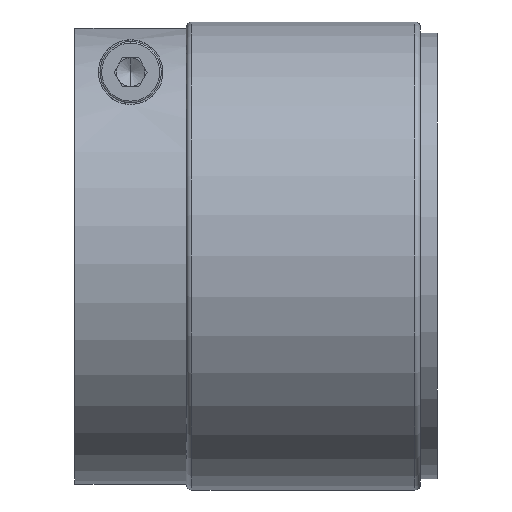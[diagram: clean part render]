
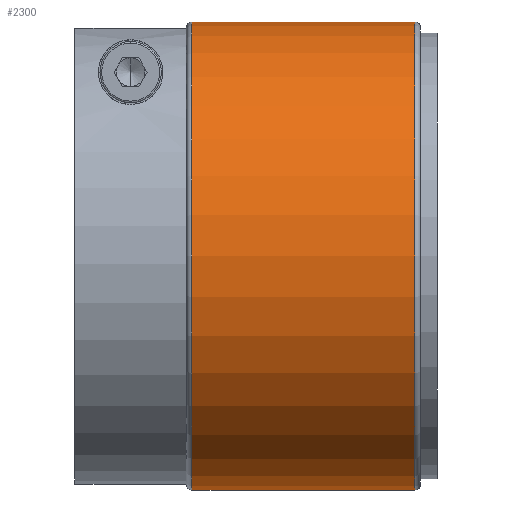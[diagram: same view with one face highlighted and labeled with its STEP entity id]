
A CAD part, left-side view. The second image highlights one B-rep face of the part: STEP entity #2300.
In plain terms, the highlighted cylindrical face has radius 21 mm (diameter 42 mm), a partial arc.
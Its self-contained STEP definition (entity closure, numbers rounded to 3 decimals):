
#141 = EDGE_CURVE ( 'NONE', #2269, #2205, #1280, .T. ) ;
#284 = VECTOR ( 'NONE', #3387, 1000. ) ;
#308 = DIRECTION ( 'NONE',  ( 0., -1., 0. ) ) ;
#551 = CIRCLE ( 'NONE', #2556, 21. ) ;
#609 = CYLINDRICAL_SURFACE ( 'NONE', #2697, 21. ) ;
#648 = EDGE_CURVE ( 'NONE', #1414, #1330, #952, .T. ) ;
#658 = CARTESIAN_POINT ( 'NONE',  ( 0., 20.5, -21. ) ) ;
#828 = VECTOR ( 'NONE', #3016, 1000. ) ;
#952 = LINE ( 'NONE', #1259, #828 ) ;
#1059 = CARTESIAN_POINT ( 'NONE',  ( 0., 0.5, 0. ) ) ;
#1226 = CARTESIAN_POINT ( 'NONE',  ( 0., 20.5, 21. ) ) ;
#1259 = CARTESIAN_POINT ( 'NONE',  ( 0., 21., -21. ) ) ;
#1280 = LINE ( 'NONE', #2298, #284 ) ;
#1330 = VERTEX_POINT ( 'NONE', #2124 ) ;
#1414 = VERTEX_POINT ( 'NONE', #658 ) ;
#1444 = ORIENTED_EDGE ( 'NONE', *, *, #3717, .T. ) ;
#1457 = CARTESIAN_POINT ( 'NONE',  ( 0., 20.5, 0. ) ) ;
#1882 = ORIENTED_EDGE ( 'NONE', *, *, #648, .T. ) ;
#1964 = AXIS2_PLACEMENT_3D ( 'NONE', #1457, #3184, #2167 ) ;
#1984 = ORIENTED_EDGE ( 'NONE', *, *, #141, .F. ) ;
#2052 = FACE_OUTER_BOUND ( 'NONE', #2543, .T. ) ;
#2114 = CIRCLE ( 'NONE', #1964, 21. ) ;
#2124 = CARTESIAN_POINT ( 'NONE',  ( 0., 0.5, -21. ) ) ;
#2167 = DIRECTION ( 'NONE',  ( 0., 0., 1. ) ) ;
#2205 = VERTEX_POINT ( 'NONE', #3725 ) ;
#2269 = VERTEX_POINT ( 'NONE', #1226 ) ;
#2298 = CARTESIAN_POINT ( 'NONE',  ( 0., 21., 21. ) ) ;
#2300 = ADVANCED_FACE ( 'NONE', ( #2052 ), #609, .T. ) ;
#2333 = ORIENTED_EDGE ( 'NONE', *, *, #3690, .T. ) ;
#2445 = CARTESIAN_POINT ( 'NONE',  ( 0., 21., 0. ) ) ;
#2511 = DIRECTION ( 'NONE',  ( 0., 1., 0. ) ) ;
#2543 = EDGE_LOOP ( 'NONE', ( #1984, #2333, #1882, #1444 ) ) ;
#2556 = AXIS2_PLACEMENT_3D ( 'NONE', #1059, #2511, #3236 ) ;
#2697 = AXIS2_PLACEMENT_3D ( 'NONE', #2445, #308, #3466 ) ;
#3016 = DIRECTION ( 'NONE',  ( 0., -1., 0. ) ) ;
#3184 = DIRECTION ( 'NONE',  ( 0., -1., 0. ) ) ;
#3236 = DIRECTION ( 'NONE',  ( 0., 0., 1. ) ) ;
#3387 = DIRECTION ( 'NONE',  ( 0., -1., 0. ) ) ;
#3466 = DIRECTION ( 'NONE',  ( 0., 0., -1. ) ) ;
#3690 = EDGE_CURVE ( 'NONE', #2269, #1414, #2114, .T. ) ;
#3717 = EDGE_CURVE ( 'NONE', #1330, #2205, #551, .T. ) ;
#3725 = CARTESIAN_POINT ( 'NONE',  ( 0., 0.5, 21. ) ) ;
